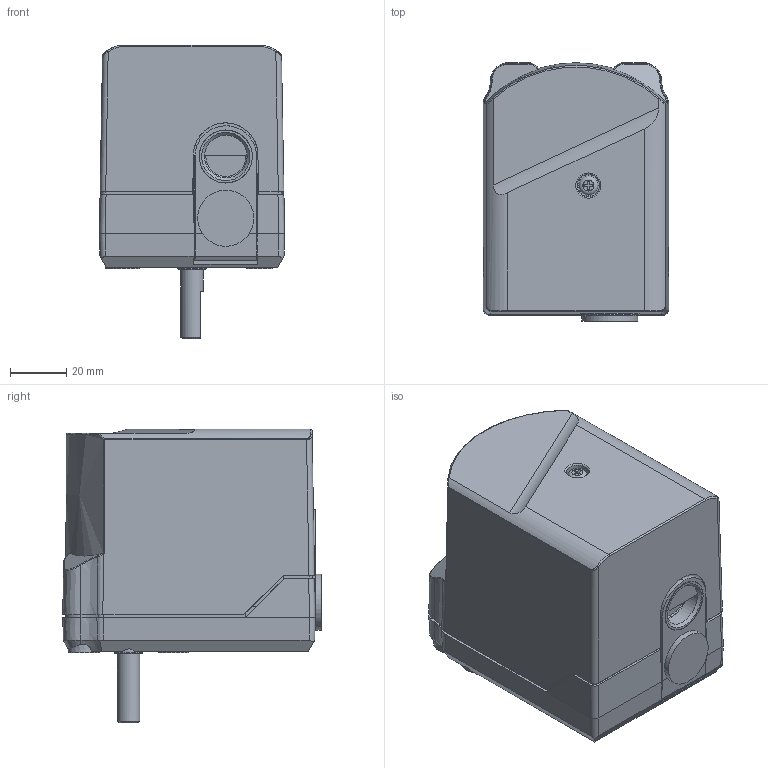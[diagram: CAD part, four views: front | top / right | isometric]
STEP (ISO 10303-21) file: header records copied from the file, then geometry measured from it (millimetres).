
FILE_DESCRIPTION(/* description */ (''),/* implementation_level */ '2;1');
FILE_NAME(/* name */ 'SQN7-niedrig',/* time_stamp */ '2007-08-10T11:57:36+02:00',/* author */ (''),/* organization */ (''),/* preprocessor_version */ 'ST-DEVELOPER v9',/* originating_system */ 'UGS - NX 3.0',/* authorisation */ '');
FILE_SCHEMA (('AUTOMOTIVE_DESIGN { 1 0 10303 214 1 1 1 1 }'));
Length unit declared in the file: millimetre
Products named in the file (1): VolcDB84jw69
Bounding box: 66 x 92.16 x 104.7 mm (x, y, z)
Volume: 436321.3 mm3; surface area: 38311.4 mm2
Topology: 1 solids, 5 shells, 286 faces, 734 edges, 471 vertices
Faces by surface type: plane 162, cone 47, cylinder 41, bspline 24, torus 6, extrusion 4, sphere 2
Full cylindrical faces by diameter (mm): 4 x1, 5.5 x3, 6.9 x1, 8 x1, 10 x1, 10.04 x1, 11 x1, 14.3 x1, 15.2 x3, 20 x1
Entity records: 9893 total; most frequent: CARTESIAN_POINT 2302, ORIENTED_EDGE 1380, DIRECTION 1320, EDGE_CURVE 690, AXIS2_PLACEMENT_3D 463, VERTEX_POINT 457, VECTOR 394, LINE 390
